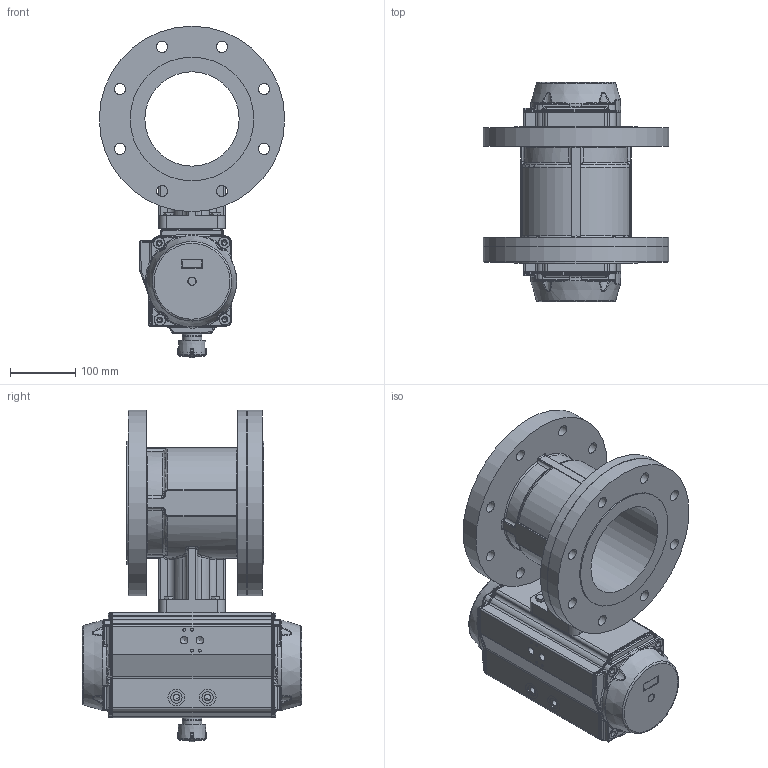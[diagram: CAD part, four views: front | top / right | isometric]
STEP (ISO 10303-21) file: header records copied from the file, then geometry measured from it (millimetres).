
FILE_DESCRIPTION(/* description */ ('Unknown'),/* implementation_level */ '2;1');
FILE_NAME(/* name */ 'PD080909-14GW',/* time_stamp */ '2025-02-06T13:30:30+01:00',/* author */ ('Unknown'),/* organization */ ('Unknown'),/* preprocessor_version */ 'ST-DEVELOPER v19.4',/* originating_system */ 'Solid Edge',/* authorisation */ 'Unknown');
FILE_SCHEMA (('AUTOMOTIVE_DESIGN {1 0 10303 214 3 1 1}'));
Products named in the file (13): PD080909-14GW; DIN 933 M8x35 A2-70 BLK_EDST; PD08_PE07; VTE125埴詰; vt125-2016-06-25; vt125-2016-06-25   酘傷裔_MIR; VT125-03-01   活塞; VT125-3 粣; Optische Anzeige; ______; ________(___________; cup head nib bolts with large head gb_GB_FASTENER_BOLT_CHNBW M6X25-N; 4.150_160.150
Assembly tree (19 placements, depth 4):
  PD080909-14GW
    DIN 933 M8x35 A2-70 BLK_EDST  x4
    PD08_PE07
      VTE125埴詰
      vt125-2016-06-25
      vt125-2016-06-25   酘傷裔_MIR
      VT125-03-01   活塞  x2
      VT125-3 粣
      Optische Anzeige
        ______
        ________(___________  x4
        cup head nib bolts with large head gb_GB_FASTENER_BOLT_CHNBW M6X25-N
    4.150_160.150
Bounding box: 285 x 337 x 509.5 mm (x, y, z)
Volume: 7701750.3 mm3; surface area: 1160483.2 mm2
Topology: 17 solids, 17 shells, 3416 faces, 8493 edges, 5181 vertices
Faces by surface type: cylinder 945, plane 886, bspline 752, torus 548, cone 232, sphere 53
Full cylindrical faces by diameter (mm): 3 x16, 3.3 x8, 4.134 x8, 4.66 x1, 4.917 x1, 6 x1, 6.2 x1, 6.647 x14, 7 x1, 8 x4, 8.376 x4, 10 x4, 10.106 x2, 11.445 x2, 13 x6, 17 x8, 17.294 x16, 17.5 x2, 25 x1, 26 x2, 26.4 x1, 28.2 x1, 30 x5, 38.5 x1, 40 x2, 41 x1, 47.4 x1, 49 x1, 53 x4, 55 x1
Entity records: 109908 total; most frequent: CARTESIAN_POINT 52260, ORIENTED_EDGE 12220, DIRECTION 10066, EDGE_CURVE 6110, AXIS2_PLACEMENT_3D 3991, VERTEX_POINT 3920, FACE_BOUND 3078, EDGE_LOOP 3055
